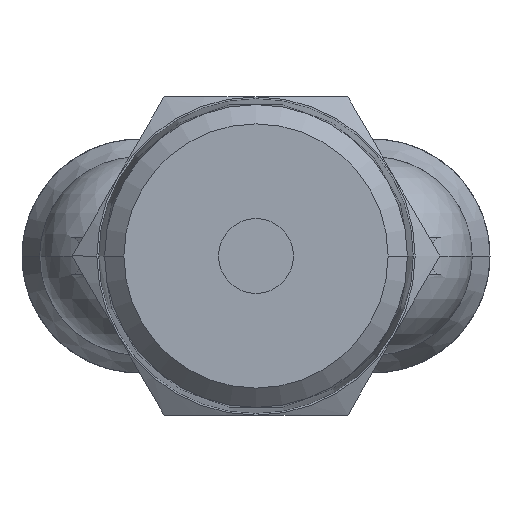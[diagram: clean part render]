
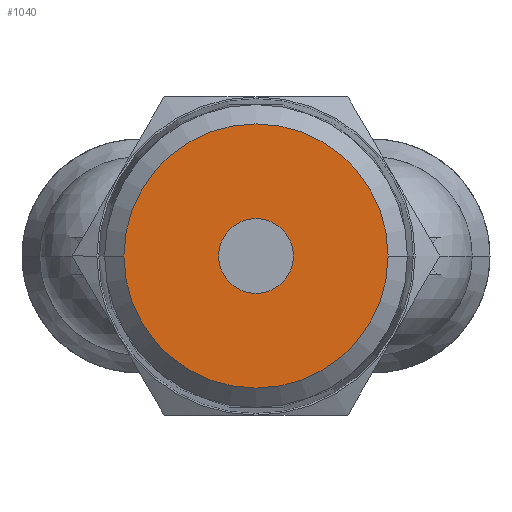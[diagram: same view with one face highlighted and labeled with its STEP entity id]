
A CAD part, front view. The second image highlights one B-rep face of the part: STEP entity #1040.
In plain terms, the highlighted planar face has unit normal (0, -1, 0).
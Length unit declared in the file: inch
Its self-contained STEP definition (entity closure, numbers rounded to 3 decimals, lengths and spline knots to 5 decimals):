
#54 = CARTESIAN_POINT ( 'NONE',  ( 0., -0.66929, 0. ) ) ;
#151 = CARTESIAN_POINT ( 'NONE',  ( 0.07874, -0.66929, 0. ) ) ;
#181 = ORIENTED_EDGE ( 'NONE', *, *, #2425, .T. ) ;
#190 = AXIS2_PLACEMENT_3D ( 'NONE', #2773, #2655, #2960 ) ;
#217 = CARTESIAN_POINT ( 'NONE',  ( 0., -0.66929, 0. ) ) ;
#275 = ORIENTED_EDGE ( 'NONE', *, *, #2245, .F. ) ;
#354 = VERTEX_POINT ( 'NONE', #1806 ) ;
#450 = DIRECTION ( 'NONE',  ( 0., 1., 0. ) ) ;
#487 = VERTEX_POINT ( 'NONE', #151 ) ;
#570 = DIRECTION ( 'NONE',  ( 0., 1., 0. ) ) ;
#596 = AXIS2_PLACEMENT_3D ( 'NONE', #2348, #2357, #1568 ) ;
#792 = ORIENTED_EDGE ( 'NONE', *, *, #1448, .F. ) ;
#1040 = ADVANCED_FACE ( 'NONE', ( #2660, #1705 ), #2533, .T. ) ;
#1102 = VERTEX_POINT ( 'NONE', #1895 ) ;
#1146 = DIRECTION ( 'NONE',  ( 0., 1., 0. ) ) ;
#1363 = ORIENTED_EDGE ( 'NONE', *, *, #2998, .T. ) ;
#1448 = EDGE_CURVE ( 'NONE', #354, #2680, #2885, .T. ) ;
#1467 = CIRCLE ( 'NONE', #596, 0.07874 ) ;
#1568 = DIRECTION ( 'NONE',  ( -1., 0., 0. ) ) ;
#1676 = AXIS2_PLACEMENT_3D ( 'NONE', #217, #450, #1690 ) ;
#1690 = DIRECTION ( 'NONE',  ( -1., 0., 0. ) ) ;
#1705 = FACE_BOUND ( 'NONE', #2950, .T. ) ;
#1774 = CARTESIAN_POINT ( 'NONE',  ( -0.2778, -0.66929, 0. ) ) ;
#1806 = CARTESIAN_POINT ( 'NONE',  ( 0.2778, -0.66929, 0. ) ) ;
#1895 = CARTESIAN_POINT ( 'NONE',  ( -0.07874, -0.66929, 0. ) ) ;
#2046 = DIRECTION ( 'NONE',  ( -1., 0., 0. ) ) ;
#2153 = AXIS2_PLACEMENT_3D ( 'NONE', #2283, #570, #2046 ) ;
#2245 = EDGE_CURVE ( 'NONE', #2680, #354, #2251, .T. ) ;
#2251 = CIRCLE ( 'NONE', #2393, 0.2778 ) ;
#2283 = CARTESIAN_POINT ( 'NONE',  ( 0., -0.66929, 0. ) ) ;
#2286 = CIRCLE ( 'NONE', #1676, 0.07874 ) ;
#2348 = CARTESIAN_POINT ( 'NONE',  ( 0., -0.66929, 0. ) ) ;
#2357 = DIRECTION ( 'NONE',  ( 0., 1., 0. ) ) ;
#2393 = AXIS2_PLACEMENT_3D ( 'NONE', #54, #1146, #2582 ) ;
#2425 = EDGE_CURVE ( 'NONE', #1102, #487, #2286, .T. ) ;
#2533 = PLANE ( 'NONE',  #190 ) ;
#2582 = DIRECTION ( 'NONE',  ( -1., 0., 0. ) ) ;
#2639 = EDGE_LOOP ( 'NONE', ( #275, #792 ) ) ;
#2655 = DIRECTION ( 'NONE',  ( 0., -1., 0. ) ) ;
#2660 = FACE_OUTER_BOUND ( 'NONE', #2639, .T. ) ;
#2680 = VERTEX_POINT ( 'NONE', #1774 ) ;
#2773 = CARTESIAN_POINT ( 'NONE',  ( -0.1389, -0.66929, 0. ) ) ;
#2885 = CIRCLE ( 'NONE', #2153, 0.2778 ) ;
#2950 = EDGE_LOOP ( 'NONE', ( #181, #1363 ) ) ;
#2960 = DIRECTION ( 'NONE',  ( 1., 0., 0. ) ) ;
#2998 = EDGE_CURVE ( 'NONE', #487, #1102, #1467, .T. ) ;
